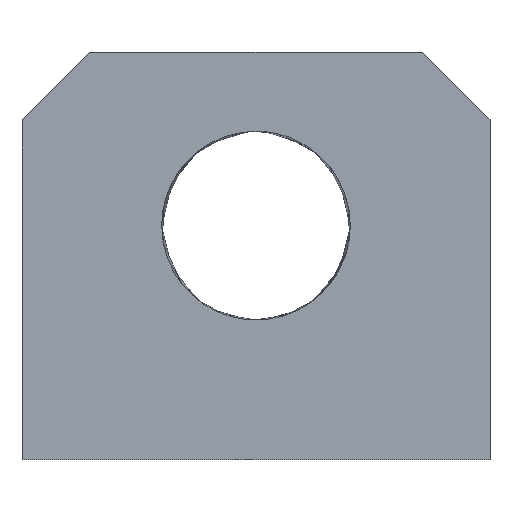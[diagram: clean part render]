
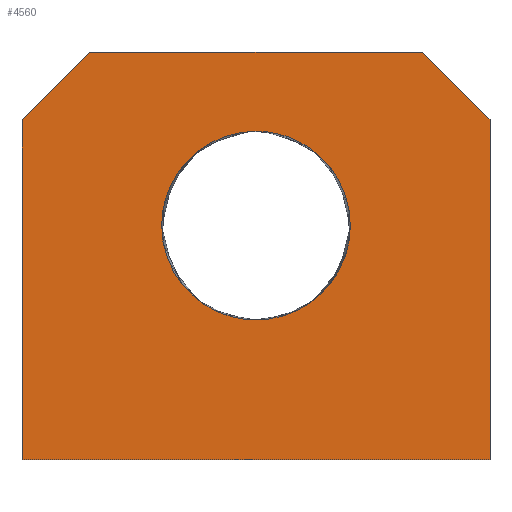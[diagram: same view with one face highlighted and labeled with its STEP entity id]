
A CAD part, top view. The second image highlights one B-rep face of the part: STEP entity #4560.
In plain terms, the highlighted free-form (B-spline) face has degree [1, 1] with [2, 2] control points.
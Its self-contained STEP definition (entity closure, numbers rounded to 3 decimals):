
#3250 = CARTESIAN_POINT ('', (0., 43.5, 28.));
#3260 = VERTEX_POINT ('', #3250);
#3320 = CARTESIAN_POINT ('', (-12.5, 31., 28.));
#3330 = VERTEX_POINT ('', #3320);
#3340 = CARTESIAN_POINT ('', (0., 43.5, 28.));
#3350 = CARTESIAN_POINT ('', (-6.25, 43.5, 28.));
#3360 = CARTESIAN_POINT ('', (-12.5, 39.333, 28.));
#3370 = CARTESIAN_POINT ('', (-12.5, 31., 28.));
#3380 = (
   BOUNDED_CURVE ()
   B_SPLINE_CURVE (3, (#3340, #3350, #3360, #3370), .UNSPECIFIED., .F., .U.)
   B_SPLINE_CURVE_WITH_KNOTS ((4, 4), (0., 1.), .UNSPECIFIED.)
   CURVE ()
   GEOMETRIC_REPRESENTATION_ITEM ()
   RATIONAL_B_SPLINE_CURVE ((1., 0.667, 0.5, 0.5))
   REPRESENTATION_ITEM ('')
);
#3390 = EDGE_CURVE ('', #3260, #3330, #3380, .T.);
#3410 = CARTESIAN_POINT ('', (12.5, 31., 28.));
#3420 = VERTEX_POINT ('', #3410);
#3430 = CARTESIAN_POINT ('', (-12.5, 31., 28.));
#3440 = CARTESIAN_POINT ('', (-12.5, 22.667, 28.));
#3450 = CARTESIAN_POINT ('', (-6.25, 18.5, 28.));
#3460 = CARTESIAN_POINT ('', (0., 18.5, 28.));
#3470 = CARTESIAN_POINT ('', (6.25, 18.5, 28.));
#3480 = CARTESIAN_POINT ('', (12.5, 22.667, 28.));
#3490 = CARTESIAN_POINT ('', (12.5, 31., 28.));
#3500 = (
   BOUNDED_CURVE ()
   B_SPLINE_CURVE (3, (#3430, #3440, #3450, #3460, #3470, #3480, #3490), .UNSPECIFIED., .F., .U.)
   B_SPLINE_CURVE_WITH_KNOTS ((4, 3, 4), (0., 0.5, 1.), .UNSPECIFIED.)
   CURVE ()
   GEOMETRIC_REPRESENTATION_ITEM ()
   RATIONAL_B_SPLINE_CURVE ((0.5, 0.5, 0.667, 1., 0.667, 0.5, 0.5))
   REPRESENTATION_ITEM ('')
);
#3510 = EDGE_CURVE ('', #3330, #3420, #3500, .T.);
#3530 = CARTESIAN_POINT ('', (12.5, 31., 28.));
#3540 = CARTESIAN_POINT ('', (12.5, 39.333, 28.));
#3550 = CARTESIAN_POINT ('', (6.25, 43.5, 28.));
#3560 = CARTESIAN_POINT ('', (0., 43.5, 28.));
#3570 = (
   BOUNDED_CURVE ()
   B_SPLINE_CURVE (3, (#3530, #3540, #3550, #3560), .UNSPECIFIED., .F., .U.)
   B_SPLINE_CURVE_WITH_KNOTS ((4, 4), (0., 1.), .UNSPECIFIED.)
   CURVE ()
   GEOMETRIC_REPRESENTATION_ITEM ()
   RATIONAL_B_SPLINE_CURVE ((0.5, 0.5, 0.667, 1.))
   REPRESENTATION_ITEM ('')
);
#3580 = EDGE_CURVE ('', #3420, #3260, #3570, .T.);
#4000 = CARTESIAN_POINT ('', (22., 54., 28.));
#4010 = VERTEX_POINT ('', #4000);
#4020 = CARTESIAN_POINT ('', (-22., 54., 28.));
#4030 = VERTEX_POINT ('', #4020);
#4040 = CARTESIAN_POINT ('', (22., 54., 28.));
#4050 = CARTESIAN_POINT ('', (-22., 54., 28.));
#4060 = B_SPLINE_CURVE_WITH_KNOTS ('', 1, (#4040, #4050), .UNSPECIFIED., .F., .U., (2, 2), (0., 1.), .UNSPECIFIED.);
#4070 = EDGE_CURVE ('', #4010, #4030, #4060, .T.);
#4080 = ORIENTED_EDGE ('', *, *, #4070, .T.);
#4090 = CARTESIAN_POINT ('', (-31., 45., 28.));
#4100 = VERTEX_POINT ('', #4090);
#4110 = CARTESIAN_POINT ('', (-22., 54., 28.));
#4120 = CARTESIAN_POINT ('', (-25., 51., 28.));
#4130 = CARTESIAN_POINT ('', (-28., 48., 28.));
#4140 = CARTESIAN_POINT ('', (-31., 45., 28.));
#4150 = B_SPLINE_CURVE_WITH_KNOTS ('', 3, (#4110, #4120, #4130, #4140), .UNSPECIFIED., .F., .U., (4, 4), (0., 1.), .UNSPECIFIED.);
#4160 = EDGE_CURVE ('', #4030, #4100, #4150, .T.);
#4170 = ORIENTED_EDGE ('', *, *, #4160, .T.);
#4180 = CARTESIAN_POINT ('', (-31., 0., 28.));
#4190 = VERTEX_POINT ('', #4180);
#4200 = CARTESIAN_POINT ('', (-31., 45., 28.));
#4210 = CARTESIAN_POINT ('', (-31., 0., 28.));
#4220 = B_SPLINE_CURVE_WITH_KNOTS ('', 1, (#4200, #4210), .UNSPECIFIED., .F., .U., (2, 2), (0., 1.), .UNSPECIFIED.);
#4230 = EDGE_CURVE ('', #4100, #4190, #4220, .T.);
#4240 = ORIENTED_EDGE ('', *, *, #4230, .T.);
#4250 = CARTESIAN_POINT ('', (31., 0., 28.));
#4260 = VERTEX_POINT ('', #4250);
#4270 = CARTESIAN_POINT ('', (31., 0., 28.));
#4280 = CARTESIAN_POINT ('', (-31., 0., 28.));
#4290 = B_SPLINE_CURVE_WITH_KNOTS ('', 1, (#4270, #4280), .UNSPECIFIED., .F., .U., (2, 2), (0., 1.), .UNSPECIFIED.);
#4300 = EDGE_CURVE ('', #4260, #4190, #4290, .T.);
#4310 = ORIENTED_EDGE ('', *, *, #4300, .F.);
#4320 = CARTESIAN_POINT ('', (31., 45., 28.));
#4330 = VERTEX_POINT ('', #4320);
#4340 = CARTESIAN_POINT ('', (31., 45., 28.));
#4350 = CARTESIAN_POINT ('', (31., 0., 28.));
#4360 = B_SPLINE_CURVE_WITH_KNOTS ('', 1, (#4340, #4350), .UNSPECIFIED., .F., .U., (2, 2), (0., 1.), .UNSPECIFIED.);
#4370 = EDGE_CURVE ('', #4330, #4260, #4360, .T.);
#4380 = ORIENTED_EDGE ('', *, *, #4370, .F.);
#4390 = CARTESIAN_POINT ('', (22., 54., 28.));
#4400 = CARTESIAN_POINT ('', (31., 45., 28.));
#4410 = B_SPLINE_CURVE_WITH_KNOTS ('', 1, (#4390, #4400), .UNSPECIFIED., .F., .U., (2, 2), (0., 1.), .UNSPECIFIED.);
#4420 = EDGE_CURVE ('', #4010, #4330, #4410, .T.);
#4430 = ORIENTED_EDGE ('', *, *, #4420, .F.);
#4440 = EDGE_LOOP ('', (#4080, #4170, #4240, #4310, #4380, #4430));
#4450 = FACE_OUTER_BOUND ('', #4440, .T.);
#4460 = ORIENTED_EDGE ('', *, *, #3390, .F.);
#4470 = ORIENTED_EDGE ('', *, *, #3580, .F.);
#4480 = ORIENTED_EDGE ('', *, *, #3510, .F.);
#4490 = EDGE_LOOP ('', (#4460, #4470, #4480));
#4500 = FACE_BOUND ('', #4490, .T.);
#4510 = CARTESIAN_POINT ('', (-31., 0., 28.));
#4520 = CARTESIAN_POINT ('', (-31., 54., 28.));
#4530 = CARTESIAN_POINT ('', (31., 0., 28.));
#4540 = CARTESIAN_POINT ('', (31., 54., 28.));
#4550 = B_SPLINE_SURFACE_WITH_KNOTS ('', 1, 1, ((#4510, #4520), (#4530, #4540)), .UNSPECIFIED., .F., .F., .U., (2, 2), (2, 2), (0., 1.), (0., 1.), .UNSPECIFIED.);
#4560 = ADVANCED_FACE ('', (#4450, #4500), #4550, .T.);
